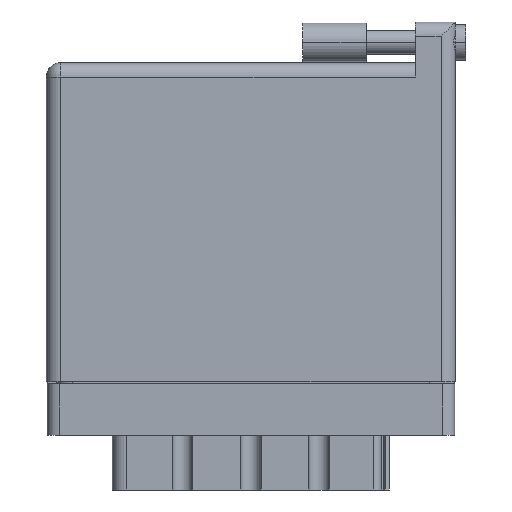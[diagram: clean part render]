
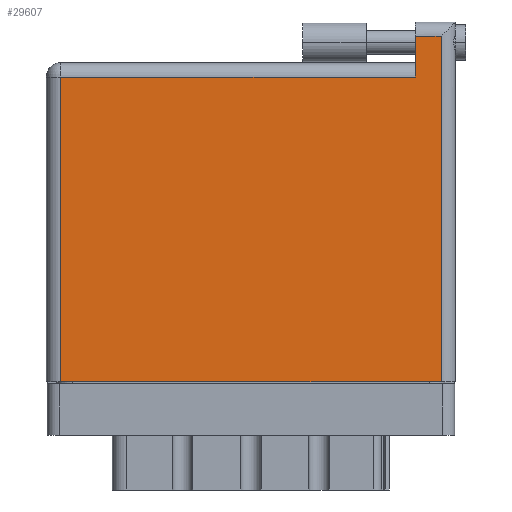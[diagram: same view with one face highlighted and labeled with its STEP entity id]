
A CAD part, front view. The second image highlights one B-rep face of the part: STEP entity #29607.
In plain terms, the highlighted face is planar.
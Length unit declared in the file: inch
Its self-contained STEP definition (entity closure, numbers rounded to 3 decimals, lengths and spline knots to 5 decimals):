
#126 = AXIS2_PLACEMENT_3D ( 'NONE', #25129, #6137, #18888 ) ;
#1798 = EDGE_CURVE ( 'NONE', #22767, #14627, #3632, .T. ) ;
#2626 = EDGE_CURVE ( 'NONE', #14139, #26968, #24358, .T. ) ;
#2728 = VECTOR ( 'NONE', #9359, 39.37008 ) ;
#3632 = LINE ( 'NONE', #32453, #21955 ) ;
#4423 = CARTESIAN_POINT ( 'NONE',  ( 0., 1.496, 0. ) ) ;
#4971 = VERTEX_POINT ( 'NONE', #12713 ) ;
#6137 = DIRECTION ( 'NONE',  ( 0., 0., -1. ) ) ;
#7328 = ORIENTED_EDGE ( 'NONE', *, *, #34750, .T. ) ;
#7522 = CARTESIAN_POINT ( 'NONE',  ( 0., 1.696, 0. ) ) ;
#9145 = VERTEX_POINT ( 'NONE', #26997 ) ;
#9199 = DIRECTION ( 'NONE',  ( 0., 1., 0. ) ) ;
#9359 = DIRECTION ( 'NONE',  ( 1., 0., 0. ) ) ;
#10207 = CARTESIAN_POINT ( 'NONE',  ( 1.811, 1.496, 0. ) ) ;
#11128 = LINE ( 'NONE', #31238, #2728 ) ;
#11695 = EDGE_CURVE ( 'NONE', #9145, #4971, #13873, .T. ) ;
#12713 = CARTESIAN_POINT ( 'NONE',  ( 1.938, 1.696, 0. ) ) ;
#13873 = LINE ( 'NONE', #18626, #25282 ) ;
#14139 = VERTEX_POINT ( 'NONE', #40144 ) ;
#14627 = VERTEX_POINT ( 'NONE', #39843 ) ;
#14987 = ORIENTED_EDGE ( 'NONE', *, *, #2626, .T. ) ;
#16612 = EDGE_CURVE ( 'NONE', #14627, #9145, #11128, .T. ) ;
#18626 = CARTESIAN_POINT ( 'NONE',  ( 1.938, 1.766, 0. ) ) ;
#18888 = DIRECTION ( 'NONE',  ( -1., 0., 0. ) ) ;
#19231 = ORIENTED_EDGE ( 'NONE', *, *, #19770, .T. ) ;
#19770 = EDGE_CURVE ( 'NONE', #4971, #14139, #32291, .T. ) ;
#20414 = DIRECTION ( 'NONE',  ( -1., 0., 0. ) ) ;
#20781 = DIRECTION ( 'NONE',  ( -1., 0., 0. ) ) ;
#21876 = VECTOR ( 'NONE', #28746, 39.37008 ) ;
#21955 = VECTOR ( 'NONE', #22755, 39.37008 ) ;
#22011 = ORIENTED_EDGE ( 'NONE', *, *, #1798, .T. ) ;
#22644 = CARTESIAN_POINT ( 'NONE',  ( 1.811, 1.766, 0. ) ) ;
#22755 = DIRECTION ( 'NONE',  ( 0., -1., 0. ) ) ;
#22767 = VERTEX_POINT ( 'NONE', #39119 ) ;
#24358 = LINE ( 'NONE', #22644, #21876 ) ;
#25129 = CARTESIAN_POINT ( 'NONE',  ( 0., 1.566, 0. ) ) ;
#25282 = VECTOR ( 'NONE', #9199, 39.37008 ) ;
#26228 = ORIENTED_EDGE ( 'NONE', *, *, #16612, .T. ) ;
#26968 = VERTEX_POINT ( 'NONE', #10207 ) ;
#26997 = CARTESIAN_POINT ( 'NONE',  ( 1.938, 0., 0. ) ) ;
#28746 = DIRECTION ( 'NONE',  ( 0., -1., 0. ) ) ;
#29306 = VECTOR ( 'NONE', #20414, 39.37008 ) ;
#29607 = ADVANCED_FACE ( 'NONE', ( #36765 ), #40601, .F. ) ;
#31238 = CARTESIAN_POINT ( 'NONE',  ( 0., 0., 0. ) ) ;
#32291 = LINE ( 'NONE', #7522, #29306 ) ;
#32453 = CARTESIAN_POINT ( 'NONE',  ( 0.07, 0., 0. ) ) ;
#33127 = ORIENTED_EDGE ( 'NONE', *, *, #11695, .T. ) ;
#33217 = LINE ( 'NONE', #4423, #37623 ) ;
#34750 = EDGE_CURVE ( 'NONE', #26968, #22767, #33217, .T. ) ;
#35862 = EDGE_LOOP ( 'NONE', ( #26228, #33127, #19231, #14987, #7328, #22011 ) ) ;
#36765 = FACE_OUTER_BOUND ( 'NONE', #35862, .T. ) ;
#37623 = VECTOR ( 'NONE', #20781, 39.37008 ) ;
#39119 = CARTESIAN_POINT ( 'NONE',  ( 0.07, 1.496, 0. ) ) ;
#39843 = CARTESIAN_POINT ( 'NONE',  ( 0.07, 0., 0. ) ) ;
#40144 = CARTESIAN_POINT ( 'NONE',  ( 1.811, 1.696, 0. ) ) ;
#40601 = PLANE ( 'NONE',  #126 ) ;
